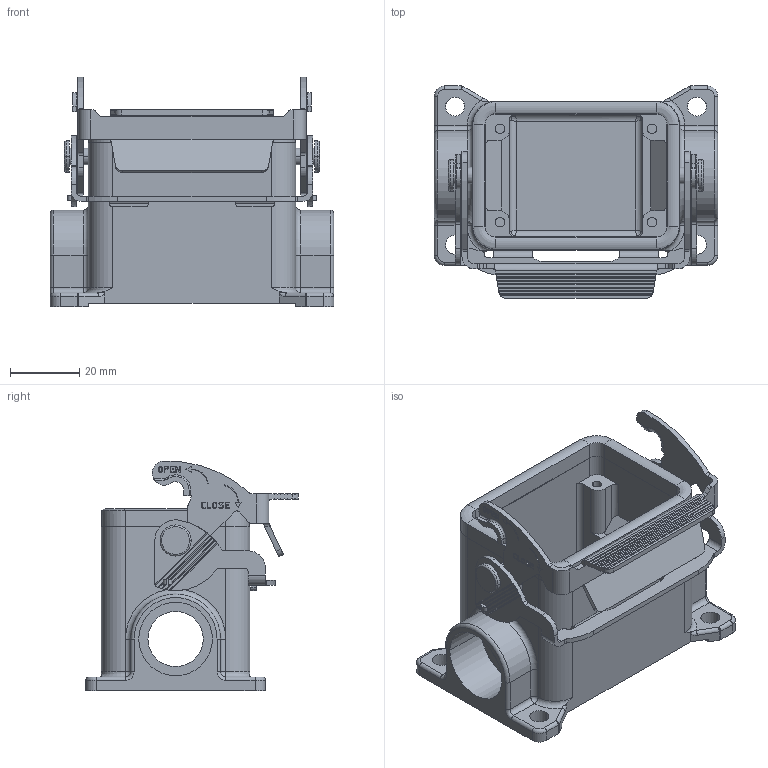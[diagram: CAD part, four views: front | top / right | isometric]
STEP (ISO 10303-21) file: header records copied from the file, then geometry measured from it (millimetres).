
FILE_DESCRIPTION(('Creo Elements/Direct Modeling STEP Export'),'2;1');
FILE_NAME('0ln7uvk5k95bf1v3524','2022-08-18T10:45:57',(''),(''),'Creo Elements/Direct Modeling STEP processor for AP214 (Solid Model)','Creo Elements/Direct Modeling 20.1B 02-Apr-2019 (C) Parametric Technology GmbH','');
FILE_SCHEMA(('AUTOMOTIVE_DESIGN { 1 0 10303 214 1 1 1 1 }'));
Length unit declared in the file: millimetre
Products named in the file (2): C7P 06 L2
Assembly tree (1 placements, depth 2):
  C7P 06 L2
    C7P 06 L2
Bounding box: 82 x 61.5 x 66.47 mm (x, y, z)
Volume: 63772 mm3; surface area: 36734.9 mm2
Topology: 1 solids, 1 shells, 1079 faces, 2983 edges, 1944 vertices
Faces by surface type: plane 790, cylinder 225, torus 32, bspline 28, sphere 4
Entity records: 47466 total; most frequent: CARTESIAN_POINT 11544, ORIENTED_EDGE 5958, DIRECTION 5285, EDGE_CURVE 2979, VECTOR 2311, LINE 2311, VERTEX_POINT 1944, AXIS2_PLACEMENT_3D 1487
